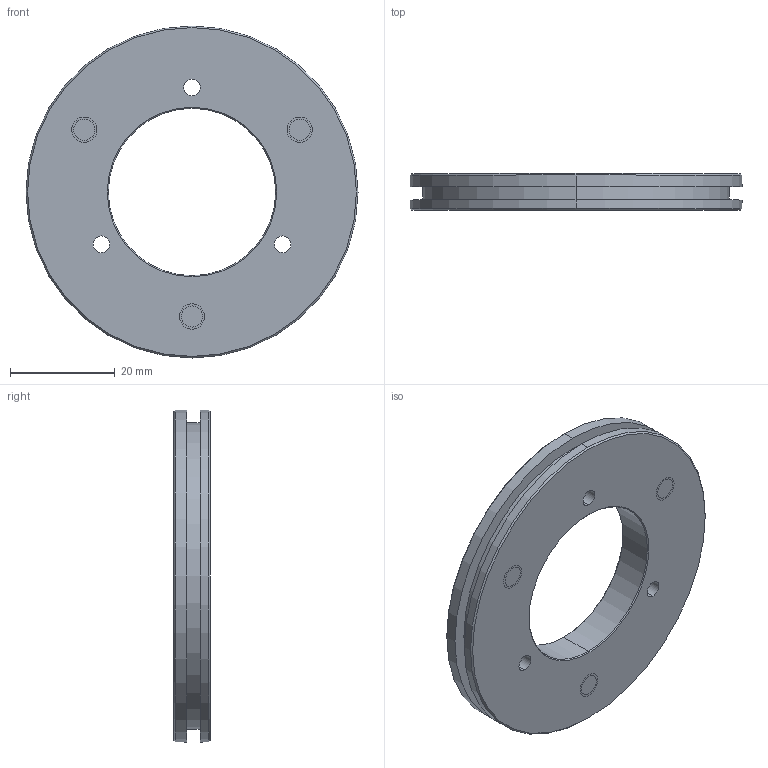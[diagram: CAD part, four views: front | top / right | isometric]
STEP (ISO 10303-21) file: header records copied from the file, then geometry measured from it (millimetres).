
FILE_DESCRIPTION (( 'STEP AP214' ), '1' );
FILE_NAME ('TRDA-25RND.STEP', '2020-03-03T22:25:21', ( '' ), ( '' ), 'SwSTEP 2.0', 'SolidWorks 2017', '' );
FILE_SCHEMA (( 'AUTOMOTIVE_DESIGN' ));
Length unit declared in the file: inch
Products named in the file (1): TRDA-25RND
Bounding box: 63.5 x 7 x 63.5 mm (x, y, z)
Volume: 15084.9 mm3; surface area: 8466.1 mm2
Topology: 4 solids, 4 shells, 65 faces, 142 edges, 90 vertices
Faces by surface type: cylinder 32, cone 20, plane 13
Entity records: 1915 total; most frequent: DIRECTION 364, CARTESIAN_POINT 298, ORIENTED_EDGE 284, AXIS2_PLACEMENT_3D 156, EDGE_CURVE 142, CIRCLE 90, VERTEX_POINT 90, EDGE_LOOP 84
